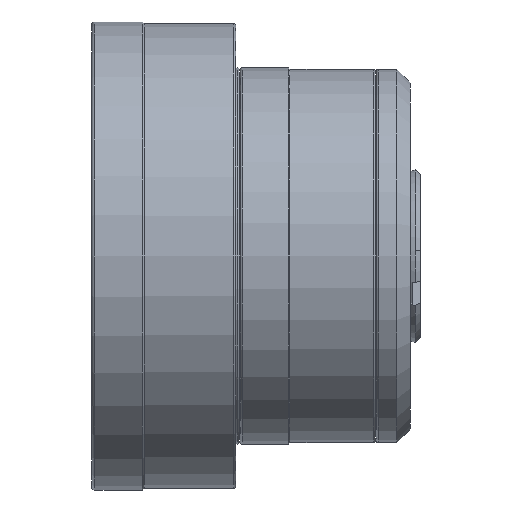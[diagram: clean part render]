
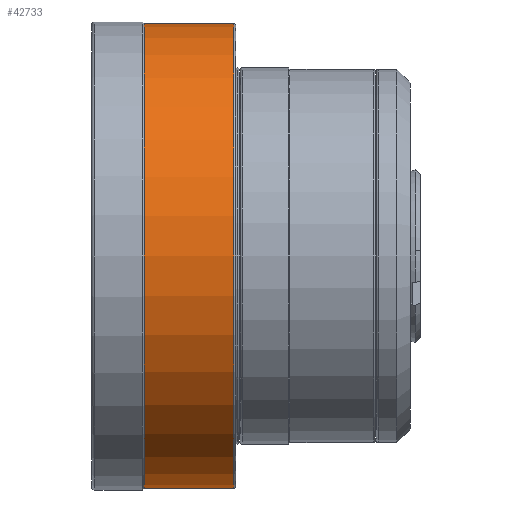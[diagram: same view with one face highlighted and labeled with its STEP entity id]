
A CAD part, front view. The second image highlights one B-rep face of the part: STEP entity #42733.
In plain terms, the highlighted cylindrical face has radius 68.5 mm (diameter 137 mm), a partial arc.
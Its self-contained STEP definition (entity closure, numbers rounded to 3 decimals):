
#2256 = ORIENTED_EDGE ( 'NONE', *, *, #37901, .F. ) ;
#3160 = AXIS2_PLACEMENT_3D ( 'NONE', #20381, #47488, #47225 ) ;
#3529 = ORIENTED_EDGE ( 'NONE', *, *, #35309, .T. ) ;
#8974 = VERTEX_POINT ( 'NONE', #26152 ) ;
#9047 = LINE ( 'NONE', #36363, #26586 ) ;
#11600 = VERTEX_POINT ( 'NONE', #18813 ) ;
#12445 = CIRCLE ( 'NONE', #47593, 68.5 ) ;
#16033 = EDGE_CURVE ( 'NONE', #8974, #11600, #9047, .T. ) ;
#16183 = CIRCLE ( 'NONE', #3160, 68.5 ) ;
#16584 = CARTESIAN_POINT ( 'NONE',  ( -86.309, 8.035, 0. ) ) ;
#18122 = CARTESIAN_POINT ( 'NONE',  ( -70.809, 8.035, -68.5 ) ) ;
#18664 = FACE_OUTER_BOUND ( 'NONE', #48727, .T. ) ;
#18813 = CARTESIAN_POINT ( 'NONE',  ( -70.809, 8.035, 68.5 ) ) ;
#20381 = CARTESIAN_POINT ( 'NONE',  ( -70.809, 8.035, 0. ) ) ;
#23841 = DIRECTION ( 'NONE',  ( 0., 0., 1. ) ) ;
#24258 = DIRECTION ( 'NONE',  ( -1., 0., 0. ) ) ;
#24511 = CARTESIAN_POINT ( 'NONE',  ( -86.309, 8.035, -68.5 ) ) ;
#26152 = CARTESIAN_POINT ( 'NONE',  ( -44.309, 8.035, 68.5 ) ) ;
#26586 = VECTOR ( 'NONE', #43841, 1000. ) ;
#27304 = ORIENTED_EDGE ( 'NONE', *, *, #32729, .F. ) ;
#29536 = VECTOR ( 'NONE', #41084, 1000. ) ;
#31961 = CARTESIAN_POINT ( 'NONE',  ( -44.309, 8.035, 0. ) ) ;
#32729 = EDGE_CURVE ( 'NONE', #34334, #11600, #16183, .T. ) ;
#34334 = VERTEX_POINT ( 'NONE', #18122 ) ;
#34336 = ORIENTED_EDGE ( 'NONE', *, *, #16033, .T. ) ;
#35309 = EDGE_CURVE ( 'NONE', #41186, #8974, #12445, .T. ) ;
#35316 = CARTESIAN_POINT ( 'NONE',  ( -44.309, 8.035, -68.5 ) ) ;
#35728 = DIRECTION ( 'NONE',  ( 0., 0., 1. ) ) ;
#36363 = CARTESIAN_POINT ( 'NONE',  ( -86.309, 8.035, 68.5 ) ) ;
#37901 = EDGE_CURVE ( 'NONE', #41186, #34334, #48034, .T. ) ;
#41084 = DIRECTION ( 'NONE',  ( -1., 0., 0. ) ) ;
#41186 = VERTEX_POINT ( 'NONE', #35316 ) ;
#42157 = CYLINDRICAL_SURFACE ( 'NONE', #49712, 68.5 ) ;
#42733 = ADVANCED_FACE ( 'NONE', ( #18664 ), #42157, .T. ) ;
#43841 = DIRECTION ( 'NONE',  ( -1., 0., 0. ) ) ;
#47225 = DIRECTION ( 'NONE',  ( 0., 0., 1. ) ) ;
#47488 = DIRECTION ( 'NONE',  ( -1., 0., 0. ) ) ;
#47593 = AXIS2_PLACEMENT_3D ( 'NONE', #31961, #47604, #23841 ) ;
#47604 = DIRECTION ( 'NONE',  ( -1., 0., 0. ) ) ;
#48034 = LINE ( 'NONE', #24511, #29536 ) ;
#48727 = EDGE_LOOP ( 'NONE', ( #2256, #3529, #34336, #27304 ) ) ;
#49712 = AXIS2_PLACEMENT_3D ( 'NONE', #16584, #24258, #35728 ) ;
